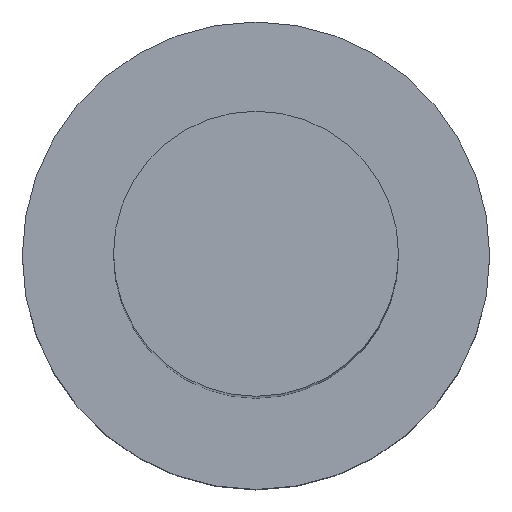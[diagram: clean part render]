
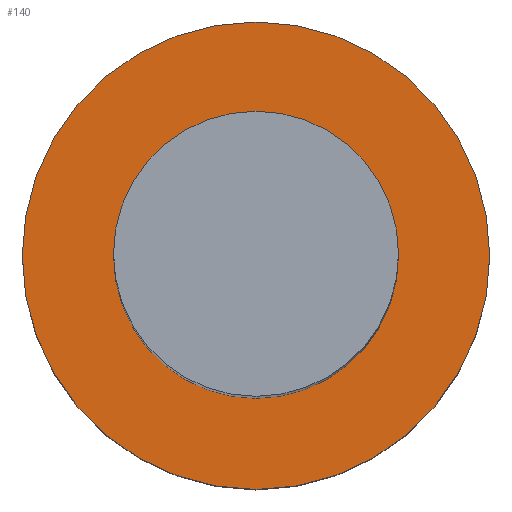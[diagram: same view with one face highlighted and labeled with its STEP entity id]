
A CAD part, top view. The second image highlights one B-rep face of the part: STEP entity #140.
In plain terms, the highlighted planar face has unit normal (0, 0, 1).
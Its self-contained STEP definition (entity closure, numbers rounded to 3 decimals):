
#24 = VERTEX_POINT('',#25);
#25 = CARTESIAN_POINT('',(4.1,0.,4.7));
#32 = CYLINDRICAL_SURFACE('',#33,4.1);
#33 = AXIS2_PLACEMENT_3D('',#34,#35,#36);
#34 = CARTESIAN_POINT('',(0.,0.,0.));
#35 = DIRECTION('',(-0.,-0.,-1.));
#36 = DIRECTION('',(1.,0.,0.));
#51 = EDGE_CURVE('',#24,#24,#52,.T.);
#52 = SURFACE_CURVE('',#53,(#58,#65),.PCURVE_S1.);
#53 = CIRCLE('',#54,4.1);
#54 = AXIS2_PLACEMENT_3D('',#55,#56,#57);
#55 = CARTESIAN_POINT('',(0.,0.,4.7));
#56 = DIRECTION('',(0.,0.,1.));
#57 = DIRECTION('',(1.,0.,0.));
#58 = PCURVE('',#32,#59);
#59 = DEFINITIONAL_REPRESENTATION('',(#60),#64);
#60 = LINE('',#61,#62);
#61 = CARTESIAN_POINT('',(-0.,-4.7));
#62 = VECTOR('',#63,1.);
#63 = DIRECTION('',(-1.,0.));
#64 = ( GEOMETRIC_REPRESENTATION_CONTEXT(2) 
PARAMETRIC_REPRESENTATION_CONTEXT() REPRESENTATION_CONTEXT('2D SPACE',''
  ) );
#65 = PCURVE('',#66,#71);
#66 = PLANE('',#67);
#67 = AXIS2_PLACEMENT_3D('',#68,#69,#70);
#68 = CARTESIAN_POINT('',(0.,0.,4.7));
#69 = DIRECTION('',(0.,0.,1.));
#70 = DIRECTION('',(1.,0.,0.));
#71 = DEFINITIONAL_REPRESENTATION('',(#72),#76);
#72 = CIRCLE('',#73,4.1);
#73 = AXIS2_PLACEMENT_2D('',#74,#75);
#74 = CARTESIAN_POINT('',(0.,0.));
#75 = DIRECTION('',(1.,0.));
#76 = ( GEOMETRIC_REPRESENTATION_CONTEXT(2) 
PARAMETRIC_REPRESENTATION_CONTEXT() REPRESENTATION_CONTEXT('2D SPACE',''
  ) );
#140 = ADVANCED_FACE('',(#141,#144),#66,.T.);
#141 = FACE_BOUND('',#142,.T.);
#142 = EDGE_LOOP('',(#143));
#143 = ORIENTED_EDGE('',*,*,#51,.T.);
#144 = FACE_BOUND('',#145,.T.);
#145 = EDGE_LOOP('',(#146));
#146 = ORIENTED_EDGE('',*,*,#147,.T.);
#147 = EDGE_CURVE('',#148,#148,#150,.T.);
#148 = VERTEX_POINT('',#149);
#149 = CARTESIAN_POINT('',(2.5,0.,4.7));
#150 = SURFACE_CURVE('',#151,(#156,#167),.PCURVE_S1.);
#151 = CIRCLE('',#152,2.5);
#152 = AXIS2_PLACEMENT_3D('',#153,#154,#155);
#153 = CARTESIAN_POINT('',(0.,0.,4.7));
#154 = DIRECTION('',(0.,0.,-1.));
#155 = DIRECTION('',(1.,0.,0.));
#156 = PCURVE('',#66,#157);
#157 = DEFINITIONAL_REPRESENTATION('',(#158),#166);
#158 = ( BOUNDED_CURVE() B_SPLINE_CURVE(2,(#159,#160,#161,#162,#163,#164
,#165),.UNSPECIFIED.,.T.,.F.) B_SPLINE_CURVE_WITH_KNOTS((1,2,2,2,2,1),(
    -2.094,0.,2.094,4.189,6.283,
8.378),.UNSPECIFIED.) CURVE() GEOMETRIC_REPRESENTATION_ITEM() 
RATIONAL_B_SPLINE_CURVE((1.,0.5,1.,0.5,1.,0.5,1.)) REPRESENTATION_ITEM(
  '') );
#159 = CARTESIAN_POINT('',(2.5,0.));
#160 = CARTESIAN_POINT('',(2.5,-4.33));
#161 = CARTESIAN_POINT('',(-1.25,-2.165));
#162 = CARTESIAN_POINT('',(-5.,0.));
#163 = CARTESIAN_POINT('',(-1.25,2.165));
#164 = CARTESIAN_POINT('',(2.5,4.33));
#165 = CARTESIAN_POINT('',(2.5,0.));
#166 = ( GEOMETRIC_REPRESENTATION_CONTEXT(2) 
PARAMETRIC_REPRESENTATION_CONTEXT() REPRESENTATION_CONTEXT('2D SPACE',''
  ) );
#167 = PCURVE('',#168,#173);
#168 = CYLINDRICAL_SURFACE('',#169,2.5);
#169 = AXIS2_PLACEMENT_3D('',#170,#171,#172);
#170 = CARTESIAN_POINT('',(0.,0.,0.));
#171 = DIRECTION('',(-0.,-0.,-1.));
#172 = DIRECTION('',(1.,0.,0.));
#173 = DEFINITIONAL_REPRESENTATION('',(#174),#178);
#174 = LINE('',#175,#176);
#175 = CARTESIAN_POINT('',(-6.283,-4.7));
#176 = VECTOR('',#177,1.);
#177 = DIRECTION('',(1.,-0.));
#178 = ( GEOMETRIC_REPRESENTATION_CONTEXT(2) 
PARAMETRIC_REPRESENTATION_CONTEXT() REPRESENTATION_CONTEXT('2D SPACE',''
  ) );
